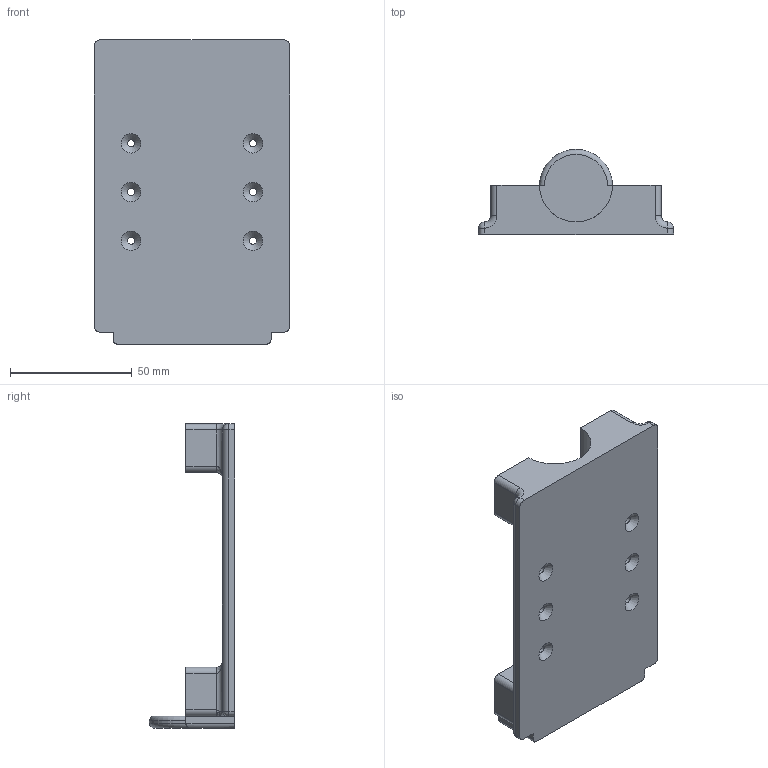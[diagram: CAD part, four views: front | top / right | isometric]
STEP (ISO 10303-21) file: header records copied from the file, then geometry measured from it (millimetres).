
FILE_DESCRIPTION(/* description */ (''),/* implementation_level */ '2;1');
FILE_NAME(/* name */ 'Support CT.stp',/* time_stamp */ '2021-08-09T15:25:41-06:00',/* author */ ('devinvanelburg'),/* organization */ (''),/* preprocessor_version */ 'ST-DEVELOPER v17.2',/* originating_system */ 'Autodesk Inventor 2019',/* authorisation */ '');
FILE_SCHEMA (('AUTOMOTIVE_DESIGN { 1 0 10303 214 3 1 1 }'));
Length unit declared in the file: millimetre
Products named in the file (1): Support CT
Bounding box: 80.16 x 35 x 125 mm (x, y, z)
Volume: 82245.9 mm3; surface area: 28402.1 mm2
Topology: 1 solids, 1 shells, 98 faces, 246 edges, 142 vertices
Faces by surface type: cylinder 39, plane 27, bspline 14, cone 10, torus 6, sphere 2
Full cylindrical faces by diameter (mm): 3 x6, 5.08 x4
Entity records: 3668 total; most frequent: CARTESIAN_POINT 1291, DIRECTION 503, ORIENTED_EDGE 468, EDGE_CURVE 234, AXIS2_PLACEMENT_3D 200, VERTEX_POINT 142, EDGE_LOOP 114, LINE 103
